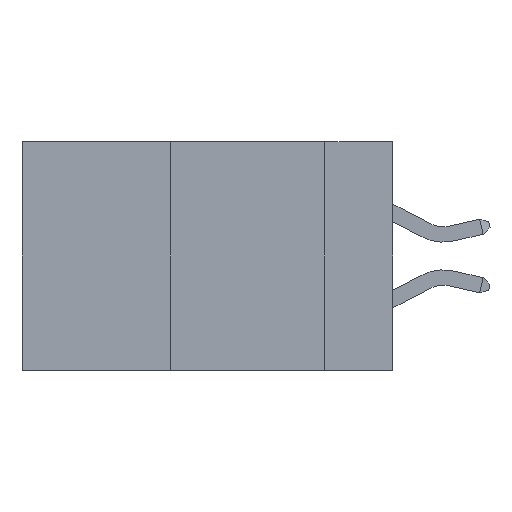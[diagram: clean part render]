
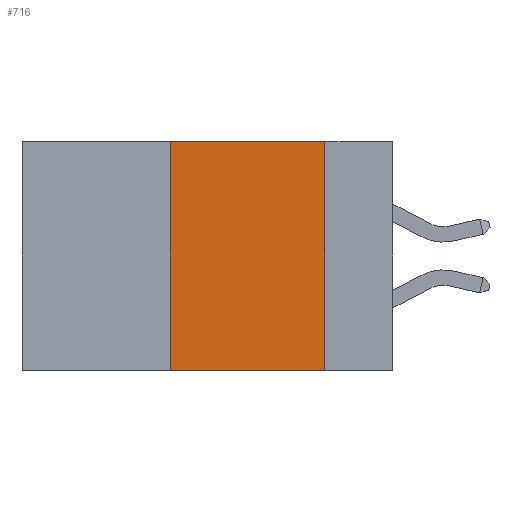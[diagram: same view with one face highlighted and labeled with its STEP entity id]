
A CAD part, left-side view. The second image highlights one B-rep face of the part: STEP entity #716.
In plain terms, the highlighted planar face has unit normal (-1, 0, 0).
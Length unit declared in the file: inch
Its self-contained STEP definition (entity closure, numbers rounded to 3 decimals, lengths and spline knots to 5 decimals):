
#9 = VERTEX_POINT ( 'NONE', #1644 ) ;
#211 = VERTEX_POINT ( 'NONE', #4545 ) ;
#362 = VERTEX_POINT ( 'NONE', #3221 ) ;
#472 = EDGE_CURVE ( 'NONE', #211, #5039, #2572, .T. ) ;
#641 = AXIS2_PLACEMENT_3D ( 'NONE', #7060, #8587, #3301 ) ;
#716 = ADVANCED_FACE ( 'NONE', ( #3251 ), #5532, .F. ) ;
#832 = CARTESIAN_POINT ( 'NONE',  ( 0., 0.6, 0. ) ) ;
#1043 = ORIENTED_EDGE ( 'NONE', *, *, #5036, .F. ) ;
#1330 = LINE ( 'NONE', #9524, #3429 ) ;
#1644 = CARTESIAN_POINT ( 'NONE',  ( 0., 0.36, 0. ) ) ;
#2369 = VECTOR ( 'NONE', #7820, 39.37008 ) ;
#2572 = LINE ( 'NONE', #3419, #2369 ) ;
#2718 = DIRECTION ( 'NONE',  ( 0., 0., -1. ) ) ;
#3071 = LINE ( 'NONE', #832, #6006 ) ;
#3221 = CARTESIAN_POINT ( 'NONE',  ( 0., 0.11, 0. ) ) ;
#3251 = FACE_OUTER_BOUND ( 'NONE', #8894, .T. ) ;
#3285 = ORIENTED_EDGE ( 'NONE', *, *, #472, .T. ) ;
#3301 = DIRECTION ( 'NONE',  ( 0., 0., -1. ) ) ;
#3419 = CARTESIAN_POINT ( 'NONE',  ( 0., 0.6, -0.37 ) ) ;
#3423 = EDGE_CURVE ( 'NONE', #9, #362, #3071, .T. ) ;
#3429 = VECTOR ( 'NONE', #9568, 39.37008 ) ;
#3671 = ORIENTED_EDGE ( 'NONE', *, *, #3423, .F. ) ;
#3853 = DIRECTION ( 'NONE',  ( 0., -1., 0. ) ) ;
#4545 = CARTESIAN_POINT ( 'NONE',  ( 0., 0.36, -0.37 ) ) ;
#5036 = EDGE_CURVE ( 'NONE', #362, #5039, #6435, .T. ) ;
#5039 = VERTEX_POINT ( 'NONE', #8106 ) ;
#5532 = PLANE ( 'NONE',  #641 ) ;
#6006 = VECTOR ( 'NONE', #3853, 39.37008 ) ;
#6435 = LINE ( 'NONE', #8832, #8531 ) ;
#6437 = ORIENTED_EDGE ( 'NONE', *, *, #8514, .F. ) ;
#7060 = CARTESIAN_POINT ( 'NONE',  ( 0., 0.6, 0. ) ) ;
#7820 = DIRECTION ( 'NONE',  ( 0., -1., 0. ) ) ;
#8106 = CARTESIAN_POINT ( 'NONE',  ( 0., 0.11, -0.37 ) ) ;
#8514 = EDGE_CURVE ( 'NONE', #211, #9, #1330, .T. ) ;
#8531 = VECTOR ( 'NONE', #2718, 39.37008 ) ;
#8587 = DIRECTION ( 'NONE',  ( 1., 0., 0. ) ) ;
#8832 = CARTESIAN_POINT ( 'NONE',  ( 0., 0.11, 0. ) ) ;
#8894 = EDGE_LOOP ( 'NONE', ( #1043, #3671, #6437, #3285 ) ) ;
#9524 = CARTESIAN_POINT ( 'NONE',  ( 0., 0.36, 0. ) ) ;
#9568 = DIRECTION ( 'NONE',  ( 0., 0., 1. ) ) ;
